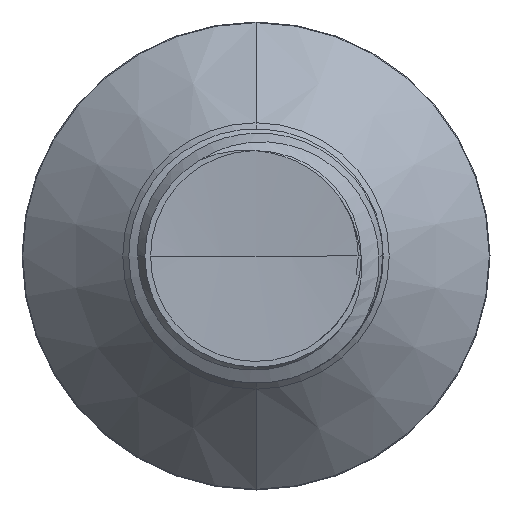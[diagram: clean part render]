
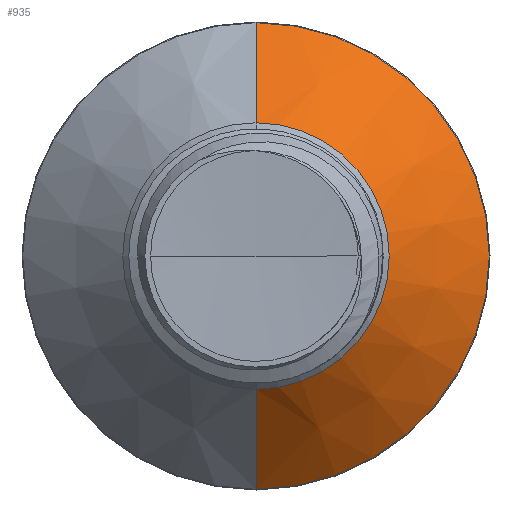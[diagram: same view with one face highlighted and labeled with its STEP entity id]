
A CAD part, front view. The second image highlights one B-rep face of the part: STEP entity #935.
In plain terms, the highlighted conical face has half-angle 45 degrees and reference radius 2.619 mm.
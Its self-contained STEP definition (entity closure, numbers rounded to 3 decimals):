
#935 = ADVANCED_FACE ( 'NONE', ( #6112 ), #32025, .T. ) ;
#2428 = CARTESIAN_POINT ( 'NONE',  ( 0., 16.098, 4.586 ) ) ;
#4872 = AXIS2_PLACEMENT_3D ( 'NONE', #24176, #7510, #26927 ) ;
#6112 = FACE_OUTER_BOUND ( 'NONE', #15088, .T. ) ;
#6428 = ORIENTED_EDGE ( 'NONE', *, *, #11370, .T. ) ;
#7325 = ORIENTED_EDGE ( 'NONE', *, *, #7585, .F. ) ;
#7510 = DIRECTION ( 'NONE',  ( 0., 1., 0. ) ) ;
#7585 = EDGE_CURVE ( 'NONE', #15408, #26924, #26456, .T. ) ;
#8079 = DIRECTION ( 'NONE',  ( 0., 1., 0. ) ) ;
#8114 = DIRECTION ( 'NONE',  ( 0., 0., 1. ) ) ;
#8158 = CARTESIAN_POINT ( 'NONE',  ( 0., 14.131, 0. ) ) ;
#9461 = EDGE_CURVE ( 'NONE', #26924, #17744, #16101, .T. ) ;
#11321 = DIRECTION ( 'NONE',  ( 0., 0.707, -0.707 ) ) ;
#11370 = EDGE_CURVE ( 'NONE', #17622, #17744, #22103, .T. ) ;
#11528 = DIRECTION ( 'NONE',  ( 0., 0.707, 0.707 ) ) ;
#11752 = VECTOR ( 'NONE', #11528, 1000. ) ;
#12126 = DIRECTION ( 'NONE',  ( 0., 1., 0. ) ) ;
#12308 = CARTESIAN_POINT ( 'NONE',  ( 0., 14.131, 2.619 ) ) ;
#13265 = EDGE_CURVE ( 'NONE', #15408, #17622, #28096, .T. ) ;
#15088 = EDGE_LOOP ( 'NONE', ( #34687, #6428, #28558, #7325 ) ) ;
#15408 = VERTEX_POINT ( 'NONE', #12308 ) ;
#16101 = CIRCLE ( 'NONE', #20768, 4.586 ) ;
#17622 = VERTEX_POINT ( 'NONE', #30442 ) ;
#17744 = VERTEX_POINT ( 'NONE', #30556 ) ;
#20768 = AXIS2_PLACEMENT_3D ( 'NONE', #28641, #12126, #31344 ) ;
#22103 = LINE ( 'NONE', #30595, #23842 ) ;
#22312 = AXIS2_PLACEMENT_3D ( 'NONE', #8158, #8079, #8114 ) ;
#23842 = VECTOR ( 'NONE', #11321, 1000. ) ;
#24176 = CARTESIAN_POINT ( 'NONE',  ( 0., 14.131, 0. ) ) ;
#26456 = LINE ( 'NONE', #28063, #11752 ) ;
#26924 = VERTEX_POINT ( 'NONE', #2428 ) ;
#26927 = DIRECTION ( 'NONE',  ( 0., 0., 1. ) ) ;
#28063 = CARTESIAN_POINT ( 'NONE',  ( 0., 14.131, 2.619 ) ) ;
#28096 = CIRCLE ( 'NONE', #4872, 2.619 ) ;
#28558 = ORIENTED_EDGE ( 'NONE', *, *, #9461, .F. ) ;
#28641 = CARTESIAN_POINT ( 'NONE',  ( 0., 16.098, 0. ) ) ;
#30442 = CARTESIAN_POINT ( 'NONE',  ( 0., 14.131, -2.619 ) ) ;
#30556 = CARTESIAN_POINT ( 'NONE',  ( 0., 16.098, -4.586 ) ) ;
#30595 = CARTESIAN_POINT ( 'NONE',  ( 0., 14.131, -2.619 ) ) ;
#31344 = DIRECTION ( 'NONE',  ( 0., 0., 1. ) ) ;
#32025 = CONICAL_SURFACE ( 'NONE', #22312, 2.619, 0.785 ) ;
#34687 = ORIENTED_EDGE ( 'NONE', *, *, #13265, .T. ) ;
